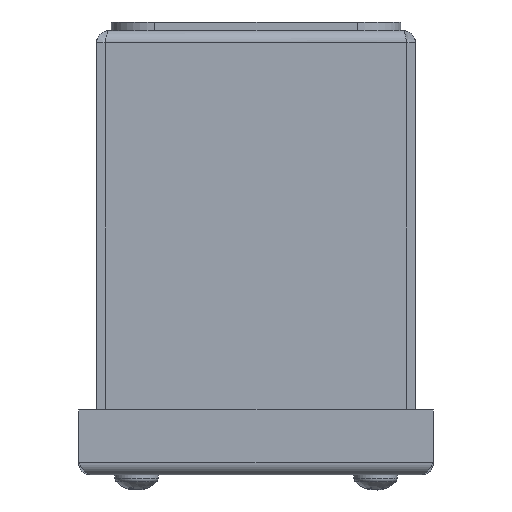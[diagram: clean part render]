
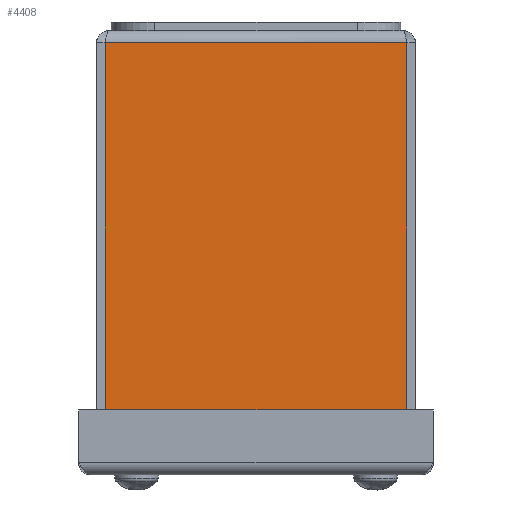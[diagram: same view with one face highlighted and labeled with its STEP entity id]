
A CAD part, left-side view. The second image highlights one B-rep face of the part: STEP entity #4408.
In plain terms, the highlighted face is planar.
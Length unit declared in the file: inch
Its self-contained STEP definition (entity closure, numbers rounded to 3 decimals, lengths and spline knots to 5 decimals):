
#379=LINE('',#6528,#757);
#389=LINE('',#6553,#767);
#390=LINE('',#6555,#768);
#391=LINE('',#6556,#769);
#757=VECTOR('',#5318,2.60059);
#767=VECTOR('',#5350,3.2895);
#768=VECTOR('',#5351,2.60059);
#769=VECTOR('',#5352,3.2895);
#1053=PLANE('',#4704);
#1284=FACE_OUTER_BOUND('',#1560,.T.);
#1560=EDGE_LOOP('',(#3219,#3220,#3221,#3222));
#2034=VERTEX_POINT('',#6525);
#2035=VERTEX_POINT('',#6527);
#2039=VERTEX_POINT('',#6552);
#2040=VERTEX_POINT('',#6554);
#2463=EDGE_CURVE('',#2035,#2034,#379,.T.);
#2476=EDGE_CURVE('',#2039,#2034,#389,.T.);
#2477=EDGE_CURVE('',#2039,#2040,#390,.T.);
#2478=EDGE_CURVE('',#2035,#2040,#391,.T.);
#3219=ORIENTED_EDGE('',*,*,#2463,.T.);
#3220=ORIENTED_EDGE('',*,*,#2476,.F.);
#3221=ORIENTED_EDGE('',*,*,#2477,.T.);
#3222=ORIENTED_EDGE('',*,*,#2478,.F.);
#4408=ADVANCED_FACE('',(#1284),#1053,.F.);
#4704=AXIS2_PLACEMENT_3D('',#6551,#5348,#5349);
#5318=DIRECTION('',(-1.,0.,0.));
#5348=DIRECTION('center_axis',(0.,1.,0.));
#5349=DIRECTION('ref_axis',(1.,0.,0.));
#5350=DIRECTION('',(0.,0.,1.));
#5351=DIRECTION('',(1.,0.,0.));
#5352=DIRECTION('',(0.,0.,-1.));
#6525=CARTESIAN_POINT('',(0.07471,0.,3.39475));
#6527=CARTESIAN_POINT('',(2.67529,0.,3.39475));
#6528=CARTESIAN_POINT('',(2.02515,0.,3.39475));
#6551=CARTESIAN_POINT('Origin',(1.375,0.,1.72296));
#6552=CARTESIAN_POINT('',(0.07471,0.,0.10525));
#6553=CARTESIAN_POINT('',(0.07471,0.,0.10525));
#6554=CARTESIAN_POINT('',(2.67529,0.,0.10525));
#6555=CARTESIAN_POINT('',(1.375,0.,0.10525));
#6556=CARTESIAN_POINT('',(2.67529,0.,0.10525));
